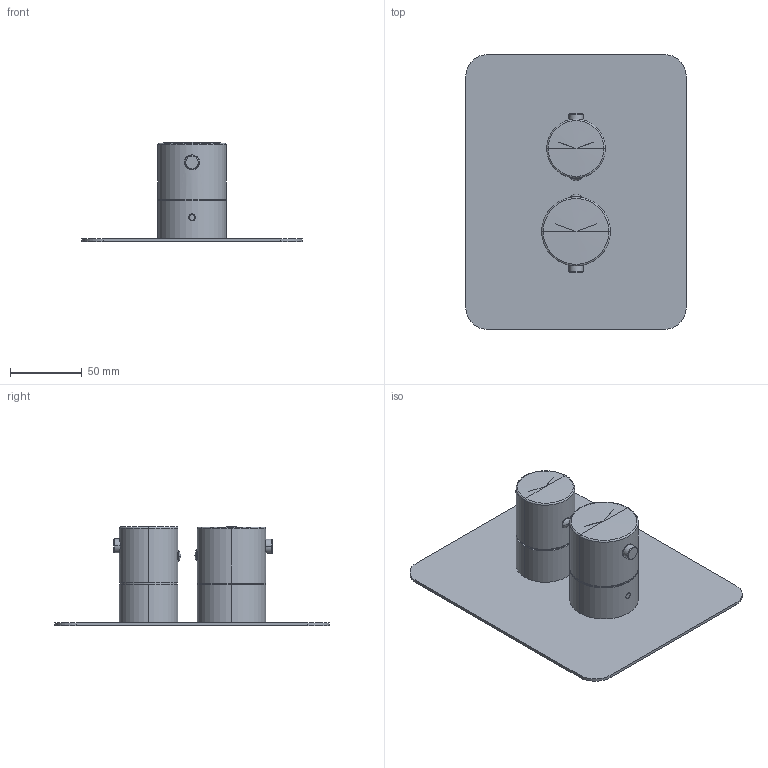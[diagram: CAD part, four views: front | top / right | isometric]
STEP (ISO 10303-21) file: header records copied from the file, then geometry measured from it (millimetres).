
FILE_DESCRIPTION((''),'2;1');
FILE_NAME('LIQBOX512CR','2021-01-15T14:35:36',('ut3'),('PAFFONI SpA'),'CREO PARAMETRIC BY PTC INC, 2020044','CREO PARAMETRIC BY PTC INC, 2020044','');
FILE_SCHEMA(('CONFIG_CONTROL_DESIGN','SHAPE_APPEARANCE_LAYERS_GROUPS'));
Length unit declared in the file: millimetre
Products named in the file (1): LIQBOX512CR
Bounding box: 154 x 192 x 69.36 mm (x, y, z)
Volume: 159226.4 mm3; surface area: 107417.1 mm2
Topology: 3 solids, 3 shells, 499 faces, 1301 edges, 826 vertices
Faces by surface type: plane 284, cylinder 152, cone 35, torus 12, bspline 12, sphere 4
Entity records: 22715 total; most frequent: CARTESIAN_POINT 7351, ORIENTED_EDGE 2580, DIRECTION 2294, EDGE_CURVE 1290, AXIS2_PLACEMENT_3D 853, VERTEX_POINT 826, VECTOR 588, LINE 588
